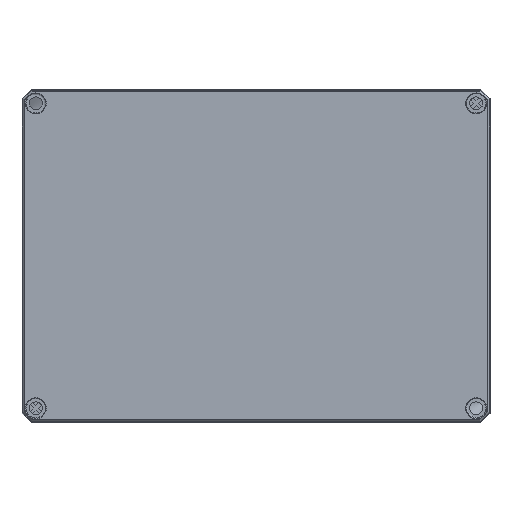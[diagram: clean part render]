
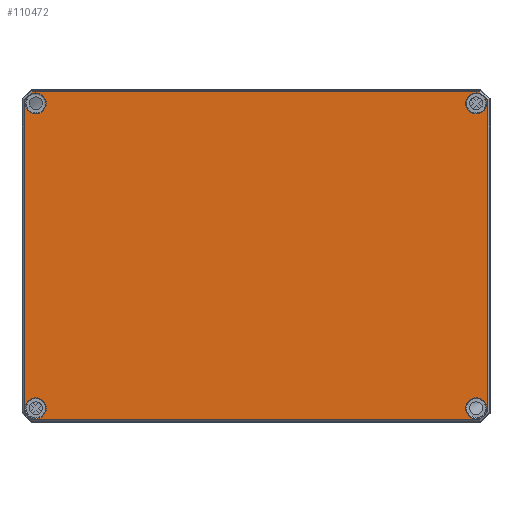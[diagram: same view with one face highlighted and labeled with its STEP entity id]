
A CAD part, top view. The second image highlights one B-rep face of the part: STEP entity #110472.
In plain terms, the highlighted planar face has unit normal (0, 0, 1).
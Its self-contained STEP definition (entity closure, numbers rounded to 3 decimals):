
#9898=FACE_BOUND('',#42099,.T.);
#9899=FACE_BOUND('',#42100,.T.);
#9900=FACE_BOUND('',#42101,.T.);
#9901=FACE_BOUND('',#42102,.T.);
#17964=LINE('',#197231,#26661);
#17965=LINE('',#197233,#26662);
#17966=LINE('',#197235,#26663);
#17967=LINE('',#197237,#26664);
#17968=LINE('',#197239,#26665);
#17969=LINE('',#197241,#26666);
#17970=LINE('',#197243,#26667);
#17971=LINE('',#197244,#26668);
#26661=VECTOR('',#133104,10.);
#26662=VECTOR('',#133105,10.);
#26663=VECTOR('',#133106,10.);
#26664=VECTOR('',#133107,10.);
#26665=VECTOR('',#133108,10.);
#26666=VECTOR('',#133109,10.);
#26667=VECTOR('',#133110,10.);
#26668=VECTOR('',#133111,10.);
#29455=PLANE('',#115418);
#35281=FACE_OUTER_BOUND('',#42098,.T.);
#42098=EDGE_LOOP('',(#101419,#101420,#101421,#101422,#101423,#101424,#101425,
#101426));
#42099=EDGE_LOOP('',(#101427));
#42100=EDGE_LOOP('',(#101428));
#42101=EDGE_LOOP('',(#101429));
#42102=EDGE_LOOP('',(#101430));
#44054=CIRCLE('',#115413,5.672);
#44058=CIRCLE('',#115419,5.672);
#44059=CIRCLE('',#115420,5.672);
#44060=CIRCLE('',#115421,5.672);
#54507=VERTEX_POINT('',#197219);
#54510=VERTEX_POINT('',#197229);
#54511=VERTEX_POINT('',#197230);
#54512=VERTEX_POINT('',#197232);
#54513=VERTEX_POINT('',#197234);
#54514=VERTEX_POINT('',#197236);
#54515=VERTEX_POINT('',#197238);
#54516=VERTEX_POINT('',#197240);
#54517=VERTEX_POINT('',#197242);
#54518=VERTEX_POINT('',#197245);
#54519=VERTEX_POINT('',#197247);
#54520=VERTEX_POINT('',#197249);
#70230=EDGE_CURVE('',#54507,#54507,#44054,.T.);
#70235=EDGE_CURVE('',#54510,#54511,#17964,.T.);
#70236=EDGE_CURVE('',#54512,#54510,#17965,.T.);
#70237=EDGE_CURVE('',#54513,#54512,#17966,.T.);
#70238=EDGE_CURVE('',#54514,#54513,#17967,.T.);
#70239=EDGE_CURVE('',#54515,#54514,#17968,.T.);
#70240=EDGE_CURVE('',#54516,#54515,#17969,.T.);
#70241=EDGE_CURVE('',#54517,#54516,#17970,.T.);
#70242=EDGE_CURVE('',#54511,#54517,#17971,.T.);
#70243=EDGE_CURVE('',#54518,#54518,#44058,.T.);
#70244=EDGE_CURVE('',#54519,#54519,#44059,.T.);
#70245=EDGE_CURVE('',#54520,#54520,#44060,.T.);
#101419=ORIENTED_EDGE('',*,*,#70235,.F.);
#101420=ORIENTED_EDGE('',*,*,#70236,.F.);
#101421=ORIENTED_EDGE('',*,*,#70237,.F.);
#101422=ORIENTED_EDGE('',*,*,#70238,.F.);
#101423=ORIENTED_EDGE('',*,*,#70239,.F.);
#101424=ORIENTED_EDGE('',*,*,#70240,.F.);
#101425=ORIENTED_EDGE('',*,*,#70241,.F.);
#101426=ORIENTED_EDGE('',*,*,#70242,.F.);
#101427=ORIENTED_EDGE('',*,*,#70243,.F.);
#101428=ORIENTED_EDGE('',*,*,#70244,.F.);
#101429=ORIENTED_EDGE('',*,*,#70245,.F.);
#101430=ORIENTED_EDGE('',*,*,#70230,.F.);
#110472=ADVANCED_FACE('',(#35281,#9898,#9899,#9900,#9901),#29455,.T.);
#115413=AXIS2_PLACEMENT_3D('',#197220,#133091,#133092);
#115418=AXIS2_PLACEMENT_3D('',#197228,#133102,#133103);
#115419=AXIS2_PLACEMENT_3D('',#197246,#133112,#133113);
#115420=AXIS2_PLACEMENT_3D('',#197248,#133114,#133115);
#115421=AXIS2_PLACEMENT_3D('',#197250,#133116,#133117);
#133091=DIRECTION('center_axis',(0.,0.,1.));
#133092=DIRECTION('ref_axis',(-1.,0.,0.));
#133102=DIRECTION('center_axis',(0.,0.,1.));
#133103=DIRECTION('ref_axis',(1.,0.,0.));
#133104=DIRECTION('',(0.707,-0.707,0.));
#133105=DIRECTION('',(1.,0.,0.));
#133106=DIRECTION('',(0.707,0.707,0.));
#133107=DIRECTION('',(0.,1.,0.));
#133108=DIRECTION('',(-0.707,0.707,0.));
#133109=DIRECTION('',(-1.,0.,0.));
#133110=DIRECTION('',(-0.707,-0.707,0.));
#133111=DIRECTION('',(0.,-1.,0.));
#133112=DIRECTION('center_axis',(0.,0.,1.));
#133113=DIRECTION('ref_axis',(1.,0.,0.));
#133114=DIRECTION('center_axis',(0.,0.,1.));
#133115=DIRECTION('ref_axis',(1.,0.,0.));
#133116=DIRECTION('center_axis',(0.,0.,1.));
#133117=DIRECTION('ref_axis',(-1.,0.,0.));
#197219=CARTESIAN_POINT('',(-113.828,82.75,39.));
#197220=CARTESIAN_POINT('Origin',(-119.5,82.75,39.));
#197228=CARTESIAN_POINT('Origin',(0.,0.,
39.));
#197229=CARTESIAN_POINT('',(121.445,88.91,39.));
#197230=CARTESIAN_POINT('',(125.66,84.695,39.));
#197231=CARTESIAN_POINT('',(113.115,97.24,39.));
#197232=CARTESIAN_POINT('',(-121.445,88.91,39.));
#197233=CARTESIAN_POINT('',(-61.,88.91,39.));
#197234=CARTESIAN_POINT('',(-125.66,84.695,39.));
#197235=CARTESIAN_POINT('',(-115.615,94.74,39.));
#197236=CARTESIAN_POINT('',(-125.66,-84.695,39.));
#197237=CARTESIAN_POINT('',(-125.66,-42.625,39.));
#197238=CARTESIAN_POINT('',(-121.445,-88.91,39.));
#197239=CARTESIAN_POINT('',(-113.115,-97.24,39.));
#197240=CARTESIAN_POINT('',(121.445,-88.91,39.));
#197241=CARTESIAN_POINT('',(61.,-88.91,39.));
#197242=CARTESIAN_POINT('',(125.66,-84.695,39.));
#197243=CARTESIAN_POINT('',(115.615,-94.74,39.));
#197244=CARTESIAN_POINT('',(125.66,42.625,39.));
#197245=CARTESIAN_POINT('',(125.172,82.75,39.));
#197246=CARTESIAN_POINT('Origin',(119.5,82.75,39.));
#197247=CARTESIAN_POINT('',(125.172,-82.75,39.));
#197248=CARTESIAN_POINT('Origin',(119.5,-82.75,39.));
#197249=CARTESIAN_POINT('',(-113.828,-82.75,39.));
#197250=CARTESIAN_POINT('Origin',(-119.5,-82.75,39.));
